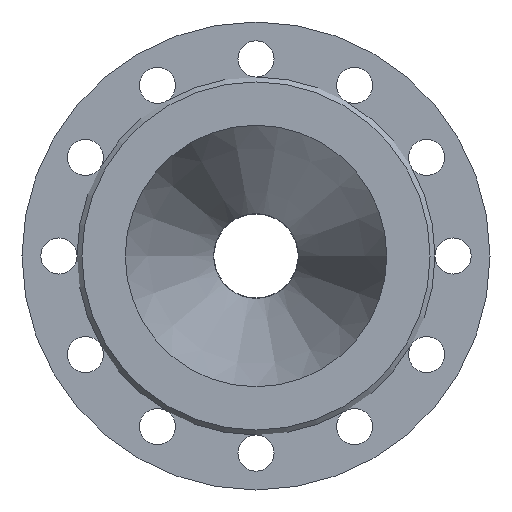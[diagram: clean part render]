
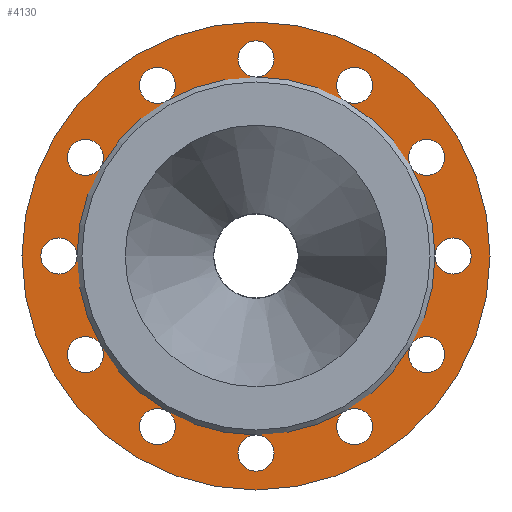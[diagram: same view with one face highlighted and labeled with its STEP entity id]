
A CAD part, front view. The second image highlights one B-rep face of the part: STEP entity #4130.
In plain terms, the highlighted planar face has unit normal (0, -1, 0).
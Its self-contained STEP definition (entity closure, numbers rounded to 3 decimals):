
#56=FACE_BOUND($,#1217,.T.);
#57=FACE_BOUND($,#1218,.T.);
#193=PLANE($,#4466);
#1217=EDGE_LOOP($,(#3733,#3734,#3735,#3736,#3737,#3738,#3739,#3740,#3741,
#3742,#3743,#3744,#3745,#3746,#3747,#3748,#3749,#3750,#3751,#3752,#3753,
#3754,#3755,#3756));
#1218=EDGE_LOOP($,(#3757));
#1361=CIRCLE($,#4435,11.);
#1363=CIRCLE($,#4438,11.);
#1365=CIRCLE($,#4441,11.);
#1367=CIRCLE($,#4444,11.);
#1369=CIRCLE($,#4447,11.);
#1371=CIRCLE($,#4450,11.);
#1373=CIRCLE($,#4453,11.);
#1375=CIRCLE($,#4456,11.);
#1377=CIRCLE($,#4459,11.);
#1379=CIRCLE($,#4462,11.);
#1381=CIRCLE($,#4465,11.);
#1382=CIRCLE($,#4467,109.);
#1383=CIRCLE($,#4468,11.);
#1384=CIRCLE($,#4469,109.);
#1385=CIRCLE($,#4470,109.);
#1386=CIRCLE($,#4471,109.);
#1387=CIRCLE($,#4472,109.);
#1388=CIRCLE($,#4473,109.);
#1389=CIRCLE($,#4474,109.);
#1390=CIRCLE($,#4475,109.);
#1391=CIRCLE($,#4476,109.);
#1392=CIRCLE($,#4477,109.);
#1393=CIRCLE($,#4478,109.);
#1394=CIRCLE($,#4479,109.);
#1395=CIRCLE($,#4480,142.5);
#2006=VERTEX_POINT($,#10136);
#2008=VERTEX_POINT($,#10141);
#2010=VERTEX_POINT($,#10146);
#2012=VERTEX_POINT($,#10151);
#2014=VERTEX_POINT($,#10156);
#2016=VERTEX_POINT($,#10161);
#2018=VERTEX_POINT($,#10166);
#2020=VERTEX_POINT($,#10171);
#2022=VERTEX_POINT($,#10176);
#2024=VERTEX_POINT($,#10181);
#2026=VERTEX_POINT($,#10186);
#2027=VERTEX_POINT($,#10189);
#2028=VERTEX_POINT($,#10203);
#2596=EDGE_CURVE($,#2006,#2006,#1361,.T.);
#2598=EDGE_CURVE($,#2008,#2008,#1363,.T.);
#2600=EDGE_CURVE($,#2010,#2010,#1365,.T.);
#2602=EDGE_CURVE($,#2012,#2012,#1367,.T.);
#2604=EDGE_CURVE($,#2014,#2014,#1369,.T.);
#2606=EDGE_CURVE($,#2016,#2016,#1371,.T.);
#2608=EDGE_CURVE($,#2018,#2018,#1373,.T.);
#2610=EDGE_CURVE($,#2020,#2020,#1375,.T.);
#2612=EDGE_CURVE($,#2022,#2022,#1377,.T.);
#2614=EDGE_CURVE($,#2024,#2024,#1379,.T.);
#2616=EDGE_CURVE($,#2026,#2026,#1381,.T.);
#2617=EDGE_CURVE($,#2027,#2026,#1382,.T.);
#2618=EDGE_CURVE($,#2027,#2027,#1383,.T.);
#2619=EDGE_CURVE($,#2006,#2027,#1384,.T.);
#2620=EDGE_CURVE($,#2008,#2006,#1385,.T.);
#2621=EDGE_CURVE($,#2010,#2008,#1386,.T.);
#2622=EDGE_CURVE($,#2012,#2010,#1387,.T.);
#2623=EDGE_CURVE($,#2014,#2012,#1388,.T.);
#2624=EDGE_CURVE($,#2016,#2014,#1389,.T.);
#2625=EDGE_CURVE($,#2018,#2016,#1390,.T.);
#2626=EDGE_CURVE($,#2020,#2018,#1391,.T.);
#2627=EDGE_CURVE($,#2022,#2020,#1392,.T.);
#2628=EDGE_CURVE($,#2024,#2022,#1393,.T.);
#2629=EDGE_CURVE($,#2026,#2024,#1394,.T.);
#2630=EDGE_CURVE($,#2028,#2028,#1395,.T.);
#3733=ORIENTED_EDGE($,*,*,#2617,.F.);
#3734=ORIENTED_EDGE($,*,*,#2618,.T.);
#3735=ORIENTED_EDGE($,*,*,#2619,.F.);
#3736=ORIENTED_EDGE($,*,*,#2596,.T.);
#3737=ORIENTED_EDGE($,*,*,#2620,.F.);
#3738=ORIENTED_EDGE($,*,*,#2598,.T.);
#3739=ORIENTED_EDGE($,*,*,#2621,.F.);
#3740=ORIENTED_EDGE($,*,*,#2600,.T.);
#3741=ORIENTED_EDGE($,*,*,#2622,.F.);
#3742=ORIENTED_EDGE($,*,*,#2602,.T.);
#3743=ORIENTED_EDGE($,*,*,#2623,.F.);
#3744=ORIENTED_EDGE($,*,*,#2604,.T.);
#3745=ORIENTED_EDGE($,*,*,#2624,.F.);
#3746=ORIENTED_EDGE($,*,*,#2606,.T.);
#3747=ORIENTED_EDGE($,*,*,#2625,.F.);
#3748=ORIENTED_EDGE($,*,*,#2608,.T.);
#3749=ORIENTED_EDGE($,*,*,#2626,.F.);
#3750=ORIENTED_EDGE($,*,*,#2610,.T.);
#3751=ORIENTED_EDGE($,*,*,#2627,.F.);
#3752=ORIENTED_EDGE($,*,*,#2612,.T.);
#3753=ORIENTED_EDGE($,*,*,#2628,.F.);
#3754=ORIENTED_EDGE($,*,*,#2614,.T.);
#3755=ORIENTED_EDGE($,*,*,#2629,.F.);
#3756=ORIENTED_EDGE($,*,*,#2616,.T.);
#3757=ORIENTED_EDGE($,*,*,#2630,.T.);
#4130=ADVANCED_FACE($,(#56,#57),#193,.T.);
#4435=AXIS2_PLACEMENT_3D($,#10137,#5315,#5316);
#4438=AXIS2_PLACEMENT_3D($,#10142,#5321,#5322);
#4441=AXIS2_PLACEMENT_3D($,#10147,#5327,#5328);
#4444=AXIS2_PLACEMENT_3D($,#10152,#5333,#5334);
#4447=AXIS2_PLACEMENT_3D($,#10157,#5339,#5340);
#4450=AXIS2_PLACEMENT_3D($,#10162,#5345,#5346);
#4453=AXIS2_PLACEMENT_3D($,#10167,#5351,#5352);
#4456=AXIS2_PLACEMENT_3D($,#10172,#5357,#5358);
#4459=AXIS2_PLACEMENT_3D($,#10177,#5363,#5364);
#4462=AXIS2_PLACEMENT_3D($,#10182,#5369,#5370);
#4465=AXIS2_PLACEMENT_3D($,#10187,#5375,#5376);
#4466=AXIS2_PLACEMENT_3D($,#10188,#5377,#5378);
#4467=AXIS2_PLACEMENT_3D($,#10190,#5379,#5380);
#4468=AXIS2_PLACEMENT_3D($,#10191,#5381,#5382);
#4469=AXIS2_PLACEMENT_3D($,#10192,#5383,#5384);
#4470=AXIS2_PLACEMENT_3D($,#10193,#5385,#5386);
#4471=AXIS2_PLACEMENT_3D($,#10194,#5387,#5388);
#4472=AXIS2_PLACEMENT_3D($,#10195,#5389,#5390);
#4473=AXIS2_PLACEMENT_3D($,#10196,#5391,#5392);
#4474=AXIS2_PLACEMENT_3D($,#10197,#5393,#5394);
#4475=AXIS2_PLACEMENT_3D($,#10198,#5395,#5396);
#4476=AXIS2_PLACEMENT_3D($,#10199,#5397,#5398);
#4477=AXIS2_PLACEMENT_3D($,#10200,#5399,#5400);
#4478=AXIS2_PLACEMENT_3D($,#10201,#5401,#5402);
#4479=AXIS2_PLACEMENT_3D($,#10202,#5403,#5404);
#4480=AXIS2_PLACEMENT_3D($,#10204,#5405,#5406);
#5315=DIRECTION('center_axis',(0.,1.,0.));
#5316=DIRECTION('ref_axis',(0.866,0.,-0.5));
#5321=DIRECTION('center_axis',(0.,1.,0.));
#5322=DIRECTION('ref_axis',(0.5,0.,-0.866));
#5327=DIRECTION('center_axis',(0.,1.,0.));
#5328=DIRECTION('ref_axis',(0.,0.,
-1.));
#5333=DIRECTION('center_axis',(0.,1.,0.));
#5334=DIRECTION('ref_axis',(-0.5,0.,-0.866));
#5339=DIRECTION('center_axis',(0.,1.,0.));
#5340=DIRECTION('ref_axis',(-0.866,0.,-0.5));
#5345=DIRECTION('center_axis',(0.,1.,0.));
#5346=DIRECTION('ref_axis',(-1.,0.,0.));
#5351=DIRECTION('center_axis',(0.,1.,0.));
#5352=DIRECTION('ref_axis',(-0.866,0.,0.5));
#5357=DIRECTION('center_axis',(0.,1.,0.));
#5358=DIRECTION('ref_axis',(-0.5,0.,0.866));
#5363=DIRECTION('center_axis',(0.,1.,0.));
#5364=DIRECTION('ref_axis',(0.,0.,
1.));
#5369=DIRECTION('center_axis',(0.,1.,0.));
#5370=DIRECTION('ref_axis',(0.5,0.,0.866));
#5375=DIRECTION('center_axis',(0.,1.,0.));
#5376=DIRECTION('ref_axis',(0.866,0.,0.5));
#5377=DIRECTION('center_axis',(0.,-1.,0.));
#5378=DIRECTION('ref_axis',(0.,0.,-1.));
#5379=DIRECTION('center_axis',(0.,-1.,0.));
#5380=DIRECTION('ref_axis',(1.,0.,0.));
#5381=DIRECTION('center_axis',(0.,1.,0.));
#5382=DIRECTION('ref_axis',(1.,0.,0.));
#5383=DIRECTION('center_axis',(0.,-1.,0.));
#5384=DIRECTION('ref_axis',(1.,0.,0.));
#5385=DIRECTION('center_axis',(0.,-1.,0.));
#5386=DIRECTION('ref_axis',(1.,0.,0.));
#5387=DIRECTION('center_axis',(0.,-1.,0.));
#5388=DIRECTION('ref_axis',(1.,0.,0.));
#5389=DIRECTION('center_axis',(0.,-1.,0.));
#5390=DIRECTION('ref_axis',(1.,0.,0.));
#5391=DIRECTION('center_axis',(0.,-1.,0.));
#5392=DIRECTION('ref_axis',(1.,0.,0.));
#5393=DIRECTION('center_axis',(0.,-1.,0.));
#5394=DIRECTION('ref_axis',(1.,0.,0.));
#5395=DIRECTION('center_axis',(0.,-1.,0.));
#5396=DIRECTION('ref_axis',(1.,0.,0.));
#5397=DIRECTION('center_axis',(0.,-1.,0.));
#5398=DIRECTION('ref_axis',(1.,0.,0.));
#5399=DIRECTION('center_axis',(0.,-1.,0.));
#5400=DIRECTION('ref_axis',(1.,0.,0.));
#5401=DIRECTION('center_axis',(0.,-1.,0.));
#5402=DIRECTION('ref_axis',(1.,0.,0.));
#5403=DIRECTION('center_axis',(0.,-1.,0.));
#5404=DIRECTION('ref_axis',(1.,0.,0.));
#5405=DIRECTION('center_axis',(0.,-1.,0.));
#5406=DIRECTION('ref_axis',(1.,0.,0.));
#10136=CARTESIAN_POINT('',(94.397,8.085,-54.5));
#10137=CARTESIAN_POINT('Origin',(103.923,8.085,-60.));
#10141=CARTESIAN_POINT('',(54.5,8.085,-94.397));
#10142=CARTESIAN_POINT('Origin',(60.,8.085,-103.923));
#10146=CARTESIAN_POINT('',(0.,8.085,-109.));
#10147=CARTESIAN_POINT('Origin',(0.,8.085,
-120.));
#10151=CARTESIAN_POINT('',(-54.5,8.085,-94.397));
#10152=CARTESIAN_POINT('Origin',(-60.,8.085,-103.923));
#10156=CARTESIAN_POINT('',(-94.397,8.085,-54.5));
#10157=CARTESIAN_POINT('Origin',(-103.923,8.085,-60.));
#10161=CARTESIAN_POINT('',(-109.,8.085,0.));
#10162=CARTESIAN_POINT('Origin',(-120.,8.085,0.));
#10166=CARTESIAN_POINT('',(-94.397,8.085,54.5));
#10167=CARTESIAN_POINT('Origin',(-103.923,8.085,60.));
#10171=CARTESIAN_POINT('',(-54.5,8.085,94.397));
#10172=CARTESIAN_POINT('Origin',(-60.,8.085,103.923));
#10176=CARTESIAN_POINT('',(0.,8.085,109.));
#10177=CARTESIAN_POINT('Origin',(0.,8.085,
120.));
#10181=CARTESIAN_POINT('',(54.5,8.085,94.397));
#10182=CARTESIAN_POINT('Origin',(60.,8.085,103.923));
#10186=CARTESIAN_POINT('',(94.397,8.085,54.5));
#10187=CARTESIAN_POINT('Origin',(103.923,8.085,60.));
#10188=CARTESIAN_POINT('Origin',(131.,8.085,0.));
#10189=CARTESIAN_POINT('',(109.,8.085,0.));
#10190=CARTESIAN_POINT('Origin',(0.,8.085,
0.));
#10191=CARTESIAN_POINT('Origin',(120.,8.085,0.));
#10192=CARTESIAN_POINT('Origin',(0.,8.085,
0.));
#10193=CARTESIAN_POINT('Origin',(0.,8.085,
0.));
#10194=CARTESIAN_POINT('Origin',(0.,8.085,
0.));
#10195=CARTESIAN_POINT('Origin',(0.,8.085,
0.));
#10196=CARTESIAN_POINT('Origin',(0.,8.085,
0.));
#10197=CARTESIAN_POINT('Origin',(0.,8.085,
0.));
#10198=CARTESIAN_POINT('Origin',(0.,8.085,
0.));
#10199=CARTESIAN_POINT('Origin',(0.,8.085,
0.));
#10200=CARTESIAN_POINT('Origin',(0.,8.085,
0.));
#10201=CARTESIAN_POINT('Origin',(0.,8.085,
0.));
#10202=CARTESIAN_POINT('Origin',(0.,8.085,
0.));
#10203=CARTESIAN_POINT('',(142.5,8.085,0.));
#10204=CARTESIAN_POINT('Origin',(0.,8.085,
0.));
